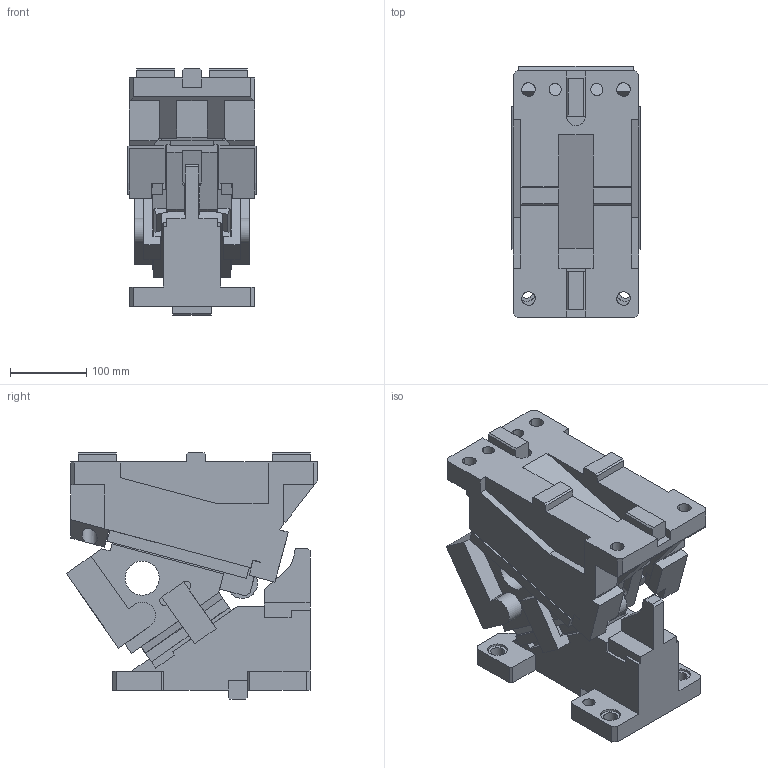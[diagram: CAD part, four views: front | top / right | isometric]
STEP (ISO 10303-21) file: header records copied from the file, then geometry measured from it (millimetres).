
FILE_DESCRIPTION(('CATIA V5 STEP Exchange'),'2;1');
FILE_NAME('CACN_F_150_35.stp','2015-04-24T09:57:42+00:00',('none'),('none'),'CATIA Version 5 Release 19 SP 2 (IN-10)','CATIA V5 STEP AP203','none');
FILE_SCHEMA(('CONFIG_CONTROL_DESIGN'));
Length unit declared in the file: millimetre
Products named in the file (1): CACN_F_150_35
Bounding box: 169 x 330.69 x 324 mm (x, y, z)
Volume: 9004577.1 mm3; surface area: 708223.4 mm2
Topology: 3 solids, 3 shells, 451 faces, 1297 edges, 857 vertices
Faces by surface type: plane 378, cylinder 71, cone 2
Entity records: 15804 total; most frequent: CARTESIAN_POINT 4257, ORIENTED_EDGE 2590, DIRECTION 2013, EDGE_CURVE 1295, VECTOR 1119, LINE 1119, VERTEX_POINT 857, EDGE_LOOP 490
